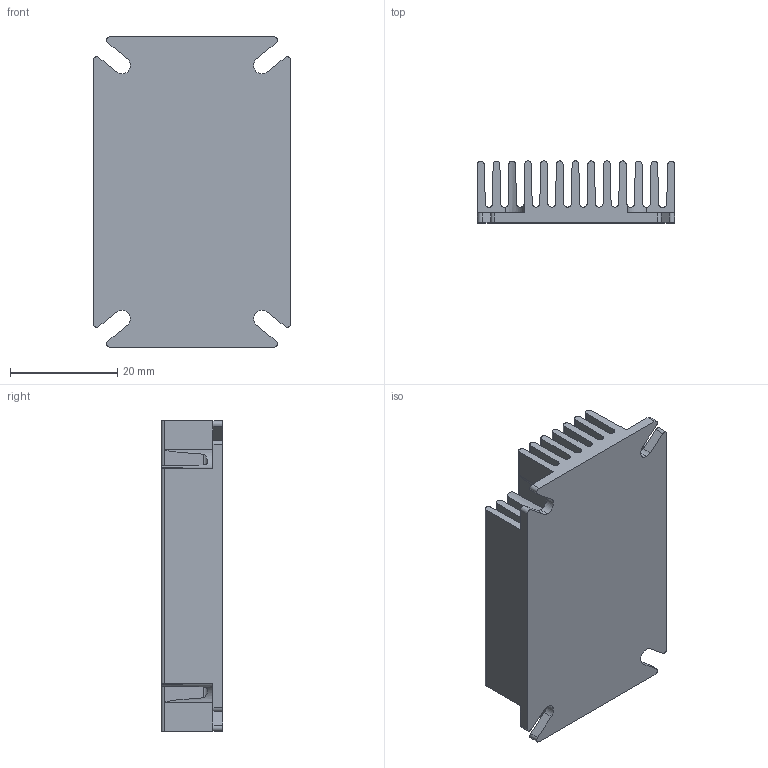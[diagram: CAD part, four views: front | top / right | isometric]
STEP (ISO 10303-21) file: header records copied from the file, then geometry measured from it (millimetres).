
FILE_DESCRIPTION (( 'STEP AP203' ), '1' );
FILE_NAME ('RSAW294-013.STEP', '2021-03-12T08:45:35', ( '' ), ( '' ), 'SwSTEP 2.0', 'SolidWorks 2020', '' );
FILE_SCHEMA (( 'CONFIG_CONTROL_DESIGN' ));
Length unit declared in the file: inch
Products named in the file (1): RSAW294-013
Bounding box: 36.83 x 11.49 x 57.91 mm (x, y, z)
Volume: 13364 mm3; surface area: 15309.6 mm2
Topology: 1 solids, 1 shells, 118 faces, 348 edges, 232 vertices
Faces by surface type: plane 61, cylinder 57
Entity records: 4147 total; most frequent: CARTESIAN_POINT 873, ORIENTED_EDGE 696, DIRECTION 664, EDGE_CURVE 348, VERTEX_POINT 232, AXIS2_PLACEMENT_3D 223, VECTOR 218, LINE 218
